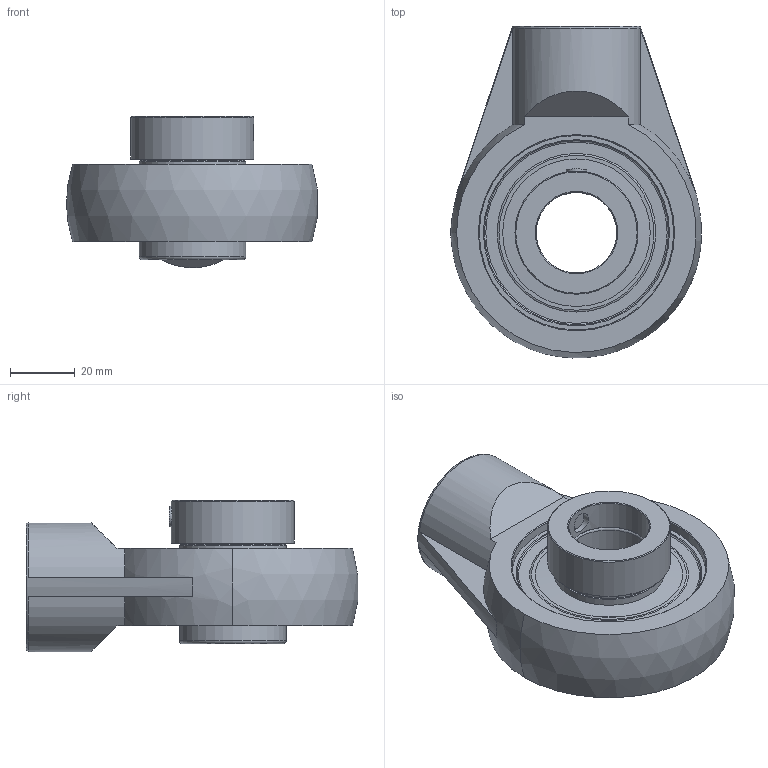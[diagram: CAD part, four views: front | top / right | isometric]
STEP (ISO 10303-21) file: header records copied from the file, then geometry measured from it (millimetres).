
FILE_DESCRIPTION(('HOOPS Exchange Step'),'2;1');
FILE_NAME('export-1D3407D4-0CE6-4ADC-862B-EBC3746FDC0F.stp','2020-05-19T08:30:32-07:00',('dkerr'),('Alibre'),'HOOPS Exchange 2020.0','Alibre','Unknown authorisation');
FILE_SCHEMA( ('AP242_MANAGED_MODEL_BASED_3D_ENGINEERING_MIM_LF {1 0 10303 442 1 1 4 }') );
Length unit declared in the file: inch
Products named in the file (8): MRN SHAM L4L 205; SHC 205 (Ball Bearings); SHC 205 (Setscrew); SHC 205 (Collar); SHC 205 L4L (25mm) (Race); SHC 205 (Shield); MRN SHC 205 L4L (25mm); MRN SHCSHAM 205 L4L (25mm)
Assembly tree (7 placements, depth 3):
  MRN SHCSHAM 205 L4L (25mm)
    MRN SHAM L4L 205
    MRN SHC 205 L4L (25mm)
      SHC 205 (Ball Bearings)
      SHC 205 (Setscrew)
      SHC 205 (Collar)
      SHC 205 L4L (25mm) (Race)
      SHC 205 (Shield)
Bounding box: 77.72 x 102.77 x 46.9 mm (x, y, z)
Volume: 116779 mm3; surface area: 44029.6 mm2
Topology: 16 solids, 16 shells, 128 faces, 346 edges, 235 vertices
Faces by surface type: plane 45, cylinder 37, cone 17, sphere 14, torus 11, bspline 4
Full cylindrical faces by diameter (mm): 6.35 x3, 19.05 x1, 25 x2, 30.48 x2, 33.02 x4, 34.036 x2, 38.1 x1, 44.45 x2, 45.72 x4, 57.143 x1, 60.25 x1
Entity records: 6039 total; most frequent: CARTESIAN_POINT 2540, DIRECTION 760, ORIENTED_EDGE 648, AXIS2_PLACEMENT_3D 330, EDGE_CURVE 324, VERTEX_POINT 235, CIRCLE 177, EDGE_LOOP 149
